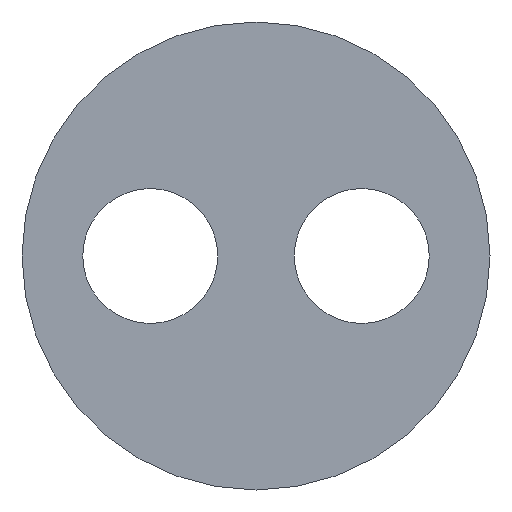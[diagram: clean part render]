
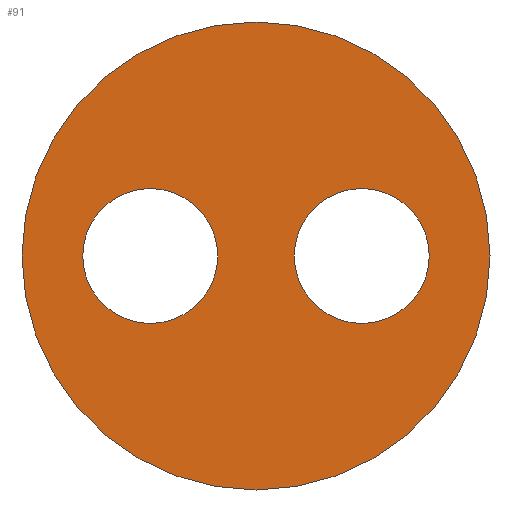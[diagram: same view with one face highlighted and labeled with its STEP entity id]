
A CAD part, left-side view. The second image highlights one B-rep face of the part: STEP entity #91.
In plain terms, the highlighted planar face has unit normal (-1, 0, 0).
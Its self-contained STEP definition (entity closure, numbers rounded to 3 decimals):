
#91 = ADVANCED_FACE( '', ( #191, #192, #193 ), #194, .F. );
#191 = FACE_BOUND( '', #300, .T. );
#192 = FACE_BOUND( '', #301, .T. );
#193 = FACE_OUTER_BOUND( '', #302, .T. );
#194 = PLANE( '', #303 );
#300 = EDGE_LOOP( '', ( #506 ) );
#301 = EDGE_LOOP( '', ( #507 ) );
#302 = EDGE_LOOP( '', ( #508 ) );
#303 = AXIS2_PLACEMENT_3D( '', #509, #510, #511 );
#506 = ORIENTED_EDGE( '', *, *, #627, .T. );
#507 = ORIENTED_EDGE( '', *, *, #708, .T. );
#508 = ORIENTED_EDGE( '', *, *, #704, .F. );
#509 = CARTESIAN_POINT( '', ( 0., 0., 0. ) );
#510 = DIRECTION( '', ( 1., 0., 0. ) );
#511 = DIRECTION( '', ( 0., 0., -1. ) );
#627 = EDGE_CURVE( '', #737, #737, #738, .T. );
#704 = EDGE_CURVE( '', #861, #861, #862, .T. );
#708 = EDGE_CURVE( '', #866, #866, #867, .T. );
#737 = VERTEX_POINT( '', #900 );
#738 = CIRCLE( '', #901, 3. );
#861 = VERTEX_POINT( '', #1067 );
#862 = CIRCLE( '', #1068, 10.4 );
#866 = VERTEX_POINT( '', #1073 );
#867 = CIRCLE( '', #1074, 3. );
#900 = CARTESIAN_POINT( '', ( 0., -4.7, -3. ) );
#901 = AXIS2_PLACEMENT_3D( '', #1115, #1116, #1117 );
#1067 = CARTESIAN_POINT( '', ( 0., 0., -10.4 ) );
#1068 = AXIS2_PLACEMENT_3D( '', #1212, #1213, #1214 );
#1073 = CARTESIAN_POINT( '', ( 0., 4.7, -3. ) );
#1074 = AXIS2_PLACEMENT_3D( '', #1216, #1217, #1218 );
#1115 = CARTESIAN_POINT( '', ( 0., -4.7, 0. ) );
#1116 = DIRECTION( '', ( 1., 0., 0. ) );
#1117 = DIRECTION( '', ( 0., 0., -1. ) );
#1212 = CARTESIAN_POINT( '', ( 0., 0., 0. ) );
#1213 = DIRECTION( '', ( 1., 0., 0. ) );
#1214 = DIRECTION( '', ( 0., 0., -1. ) );
#1216 = CARTESIAN_POINT( '', ( 0., 4.7, 0. ) );
#1217 = DIRECTION( '', ( 1., 0., 0. ) );
#1218 = DIRECTION( '', ( 0., 0., -1. ) );
